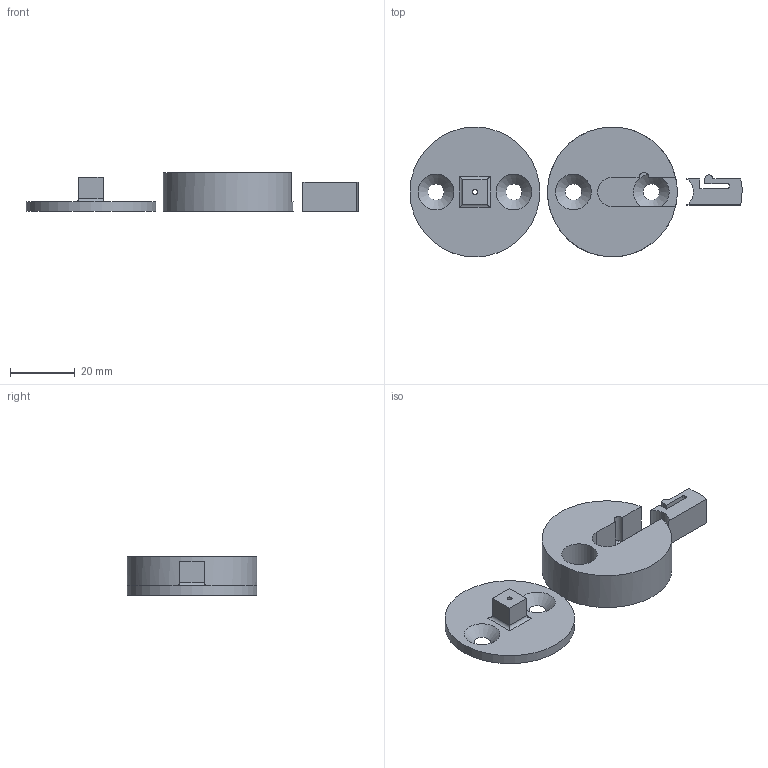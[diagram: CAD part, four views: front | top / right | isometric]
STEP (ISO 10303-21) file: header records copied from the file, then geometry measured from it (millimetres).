
FILE_DESCRIPTION( ( '' ), ' ' );
FILE_NAME( '5e9fd8a7d53c8f15c24b63ed.step', '2020-04-22T05:39:52', ( '' ), ( '' ), ' ', ' ', ' ' );
FILE_SCHEMA( ( 'AUTOMOTIVE_DESIGN { 1 0 10303 214 1 1 1 1 }' ) );
Length unit declared in the file: metre
Products named in the file (3): Part 1; Part 2; Part 3
Bounding box: 102.3 x 40 x 12 mm (x, y, z)
Volume: 16846.5 mm3; surface area: 8738.8 mm2
Topology: 3 solids, 3 shells, 43 faces, 106 edges, 69 vertices
Faces by surface type: plane 24, cylinder 15, cone 4
Full cylindrical faces by diameter (mm): 1.5 x1, 11 x1, 40 x2
Entity records: 1640 total; most frequent: CARTESIAN_POINT 238, DIRECTION 220, ORIENTED_EDGE 192, EDGE_CURVE 96, AXIS2_PLACEMENT_3D 81, VERTEX_POINT 67, EDGE_LOOP 61, LINE 58
